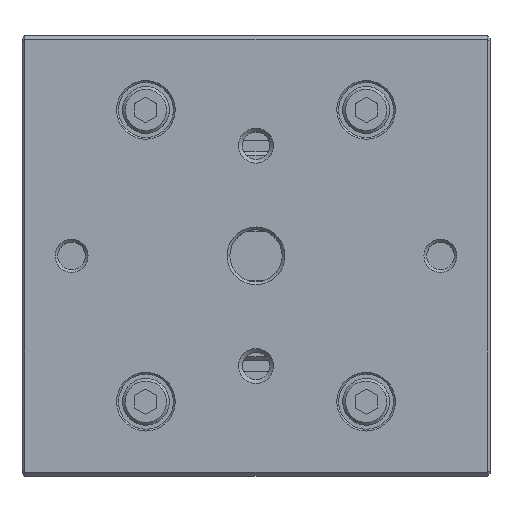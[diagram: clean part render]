
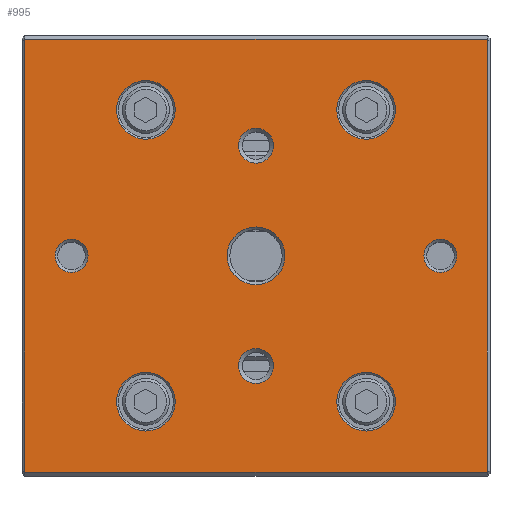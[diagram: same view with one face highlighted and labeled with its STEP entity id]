
A CAD part, top view. The second image highlights one B-rep face of the part: STEP entity #995.
In plain terms, the highlighted planar face has unit normal (0, 0, 1).
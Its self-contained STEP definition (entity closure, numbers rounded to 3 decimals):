
#576=FACE_BOUND('',#2126,.T.);
#577=FACE_BOUND('',#2127,.T.);
#578=FACE_BOUND('',#2128,.T.);
#579=FACE_BOUND('',#2129,.T.);
#580=FACE_BOUND('',#2130,.T.);
#581=FACE_BOUND('',#2131,.T.);
#582=FACE_BOUND('',#2132,.T.);
#583=FACE_BOUND('',#2133,.T.);
#584=FACE_BOUND('',#2134,.T.);
#585=FACE_BOUND('',#2135,.T.);
#775=CIRCLE('',#7336,5.25);
#776=CIRCLE('',#7337,3.);
#777=CIRCLE('',#7338,3.);
#778=CIRCLE('',#7339,3.167);
#779=CIRCLE('',#7340,3.167);
#780=CIRCLE('',#7341,5.325);
#781=CIRCLE('',#7342,5.325);
#782=CIRCLE('',#7343,5.325);
#783=CIRCLE('',#7344,5.325);
#995=ADVANCED_FACE('',(#576,#577,#578,#579,#580,#581,#582,#583,#584,#585),
#1383,.F.);
#1383=PLANE('',#7345);
#2126=EDGE_LOOP('',(#3193));
#2127=EDGE_LOOP('',(#3194));
#2128=EDGE_LOOP('',(#3195));
#2129=EDGE_LOOP('',(#3196));
#2130=EDGE_LOOP('',(#3197));
#2131=EDGE_LOOP('',(#3198));
#2132=EDGE_LOOP('',(#3199));
#2133=EDGE_LOOP('',(#3200));
#2134=EDGE_LOOP('',(#3201));
#2135=EDGE_LOOP('',(#3202,#3203,#3204,#3205));
#3193=ORIENTED_EDGE('',*,*,#5358,.T.);
#3194=ORIENTED_EDGE('',*,*,#5359,.F.);
#3195=ORIENTED_EDGE('',*,*,#5360,.T.);
#3196=ORIENTED_EDGE('',*,*,#5361,.T.);
#3197=ORIENTED_EDGE('',*,*,#5362,.T.);
#3198=ORIENTED_EDGE('',*,*,#5363,.T.);
#3199=ORIENTED_EDGE('',*,*,#5364,.T.);
#3200=ORIENTED_EDGE('',*,*,#5365,.T.);
#3201=ORIENTED_EDGE('',*,*,#5366,.T.);
#3202=ORIENTED_EDGE('',*,*,#5367,.T.);
#3203=ORIENTED_EDGE('',*,*,#5368,.T.);
#3204=ORIENTED_EDGE('',*,*,#5369,.T.);
#3205=ORIENTED_EDGE('',*,*,#5370,.T.);
#4623=VERTEX_POINT('',#10604);
#4624=VERTEX_POINT('',#10606);
#4625=VERTEX_POINT('',#10608);
#4626=VERTEX_POINT('',#10610);
#4627=VERTEX_POINT('',#10612);
#4628=VERTEX_POINT('',#10614);
#4629=VERTEX_POINT('',#10616);
#4630=VERTEX_POINT('',#10618);
#4631=VERTEX_POINT('',#10620);
#4632=VERTEX_POINT('',#10622);
#4633=VERTEX_POINT('',#10623);
#4634=VERTEX_POINT('',#10625);
#4635=VERTEX_POINT('',#10627);
#5358=EDGE_CURVE('',#4623,#4623,#775,.T.);
#5359=EDGE_CURVE('',#4624,#4624,#776,.T.);
#5360=EDGE_CURVE('',#4625,#4625,#777,.T.);
#5361=EDGE_CURVE('',#4626,#4626,#778,.T.);
#5362=EDGE_CURVE('',#4627,#4627,#779,.T.);
#5363=EDGE_CURVE('',#4628,#4628,#780,.T.);
#5364=EDGE_CURVE('',#4629,#4629,#781,.T.);
#5365=EDGE_CURVE('',#4630,#4630,#782,.T.);
#5366=EDGE_CURVE('',#4631,#4631,#783,.T.);
#5367=EDGE_CURVE('',#4632,#4633,#6140,.T.);
#5368=EDGE_CURVE('',#4633,#4634,#6141,.T.);
#5369=EDGE_CURVE('',#4634,#4635,#6142,.T.);
#5370=EDGE_CURVE('',#4635,#4632,#6143,.T.);
#6140=LINE('',#10621,#6746);
#6141=LINE('',#10624,#6747);
#6142=LINE('',#10626,#6748);
#6143=LINE('',#10628,#6749);
#6746=VECTOR('',#8364,1.);
#6747=VECTOR('',#8365,1.);
#6748=VECTOR('',#8366,1.);
#6749=VECTOR('',#8367,1.);
#7336=AXIS2_PLACEMENT_3D('',#10603,#8346,#8347);
#7337=AXIS2_PLACEMENT_3D('',#10605,#8348,#8349);
#7338=AXIS2_PLACEMENT_3D('',#10607,#8350,#8351);
#7339=AXIS2_PLACEMENT_3D('',#10609,#8352,#8353);
#7340=AXIS2_PLACEMENT_3D('',#10611,#8354,#8355);
#7341=AXIS2_PLACEMENT_3D('',#10613,#8356,#8357);
#7342=AXIS2_PLACEMENT_3D('',#10615,#8358,#8359);
#7343=AXIS2_PLACEMENT_3D('',#10617,#8360,#8361);
#7344=AXIS2_PLACEMENT_3D('',#10619,#8362,#8363);
#7345=AXIS2_PLACEMENT_3D('',#10629,#8368,#8369);
#8346=DIRECTION('',(0.,0.,-1.));
#8347=DIRECTION('',(-1.,0.,0.));
#8348=DIRECTION('',(0.,0.,1.));
#8349=DIRECTION('',(1.,0.,0.));
#8350=DIRECTION('',(0.,0.,-1.));
#8351=DIRECTION('',(-1.,0.,0.));
#8352=DIRECTION('',(0.,0.,-1.));
#8353=DIRECTION('',(-1.,0.,0.));
#8354=DIRECTION('',(0.,0.,-1.));
#8355=DIRECTION('',(-1.,0.,0.));
#8356=DIRECTION('',(0.,0.,-1.));
#8357=DIRECTION('',(-1.,0.,0.));
#8358=DIRECTION('',(0.,0.,-1.));
#8359=DIRECTION('',(-1.,0.,0.));
#8360=DIRECTION('',(0.,0.,-1.));
#8361=DIRECTION('',(-1.,0.,0.));
#8362=DIRECTION('',(0.,0.,-1.));
#8363=DIRECTION('',(-1.,0.,0.));
#8364=DIRECTION('',(1.,0.,0.));
#8365=DIRECTION('',(0.,1.,0.));
#8366=DIRECTION('',(-1.,0.,0.));
#8367=DIRECTION('',(0.,-1.,0.));
#8368=DIRECTION('',(0.,0.,-1.));
#8369=DIRECTION('',(-1.,0.,0.));
#10603=CARTESIAN_POINT('',(122.5,40.,35.));
#10604=CARTESIAN_POINT('',(117.25,40.,35.));
#10605=CARTESIAN_POINT('',(156.,40.,35.));
#10606=CARTESIAN_POINT('',(159.,40.,35.));
#10607=CARTESIAN_POINT('',(89.,40.,35.));
#10608=CARTESIAN_POINT('',(86.,40.,35.));
#10609=CARTESIAN_POINT('',(122.5,20.,35.));
#10610=CARTESIAN_POINT('',(119.333,20.,35.));
#10611=CARTESIAN_POINT('',(122.5,60.,35.));
#10612=CARTESIAN_POINT('',(119.333,60.,35.));
#10613=CARTESIAN_POINT('',(142.5,13.5,35.));
#10614=CARTESIAN_POINT('',(137.175,13.5,35.));
#10615=CARTESIAN_POINT('',(142.5,66.5,35.));
#10616=CARTESIAN_POINT('',(137.175,66.5,35.));
#10617=CARTESIAN_POINT('',(102.5,13.5,35.));
#10618=CARTESIAN_POINT('',(97.175,13.5,35.));
#10619=CARTESIAN_POINT('',(102.5,66.5,35.));
#10620=CARTESIAN_POINT('',(97.175,66.5,35.));
#10621=CARTESIAN_POINT('',(165.,0.7,35.));
#10622=CARTESIAN_POINT('',(80.5,0.7,35.));
#10623=CARTESIAN_POINT('',(164.5,0.7,35.));
#10624=CARTESIAN_POINT('',(164.5,80.,35.));
#10625=CARTESIAN_POINT('',(164.5,79.3,35.));
#10626=CARTESIAN_POINT('',(165.,79.3,35.));
#10627=CARTESIAN_POINT('',(80.5,79.3,35.));
#10628=CARTESIAN_POINT('',(80.5,0.7,35.));
#10629=CARTESIAN_POINT('',(165.,80.,35.));
